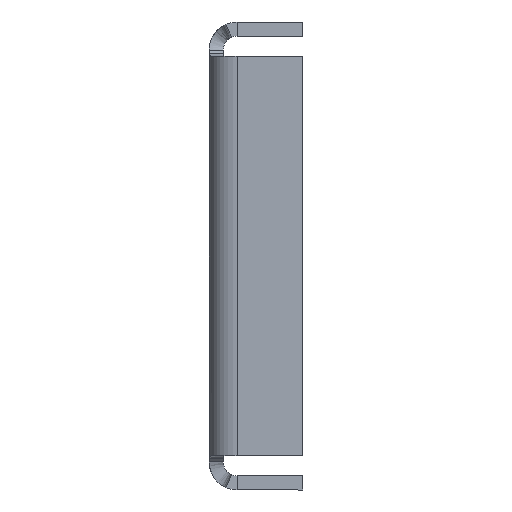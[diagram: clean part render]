
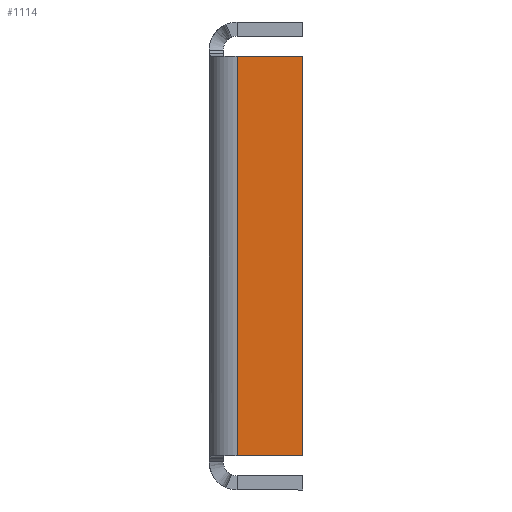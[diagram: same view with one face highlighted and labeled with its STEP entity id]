
A CAD part, left-side view. The second image highlights one B-rep face of the part: STEP entity #1114.
In plain terms, the highlighted planar face has unit normal (-1, 0, 0).
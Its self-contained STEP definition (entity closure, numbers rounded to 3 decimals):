
#61 = LINE ( 'NONE', #601, #873 ) ;
#65 = ORIENTED_EDGE ( 'NONE', *, *, #730, .F. ) ;
#86 = DIRECTION ( 'NONE',  ( 0., 0., -1. ) ) ;
#98 = VERTEX_POINT ( 'NONE', #2245 ) ;
#103 = EDGE_CURVE ( 'NONE', #434, #1283, #61, .T. ) ;
#115 = CARTESIAN_POINT ( 'NONE',  ( -223.5, 220.693, 0. ) ) ;
#152 = DIRECTION ( 'NONE',  ( 0., 1., 0. ) ) ;
#159 = CARTESIAN_POINT ( 'NONE',  ( -223.5, -10., -21.346 ) ) ;
#204 = VERTEX_POINT ( 'NONE', #2126 ) ;
#278 = EDGE_CURVE ( 'NONE', #204, #98, #1053, .T. ) ;
#285 = ORIENTED_EDGE ( 'NONE', *, *, #278, .F. ) ;
#290 = PLANE ( 'NONE',  #919 ) ;
#434 = VERTEX_POINT ( 'NONE', #1452 ) ;
#601 = CARTESIAN_POINT ( 'NONE',  ( -223.5, -3., 0. ) ) ;
#730 = EDGE_CURVE ( 'NONE', #434, #204, #2122, .T. ) ;
#873 = VECTOR ( 'NONE', #86, 1000. ) ;
#919 = AXIS2_PLACEMENT_3D ( 'NONE', #115, #1561, #2288 ) ;
#1025 = FACE_OUTER_BOUND ( 'NONE', #1451, .T. ) ;
#1026 = LINE ( 'NONE', #1608, #1748 ) ;
#1053 = LINE ( 'NONE', #159, #1820 ) ;
#1114 = ADVANCED_FACE ( 'NONE', ( #1025 ), #290, .T. ) ;
#1283 = VERTEX_POINT ( 'NONE', #1400 ) ;
#1375 = CARTESIAN_POINT ( 'NONE',  ( -223.5, -0.654, 21.346 ) ) ;
#1400 = CARTESIAN_POINT ( 'NONE',  ( -223.5, -3., -21.346 ) ) ;
#1451 = EDGE_LOOP ( 'NONE', ( #65, #1518, #2154, #285 ) ) ;
#1452 = CARTESIAN_POINT ( 'NONE',  ( -223.5, -3., 21.346 ) ) ;
#1517 = VECTOR ( 'NONE', #2101, 1000. ) ;
#1518 = ORIENTED_EDGE ( 'NONE', *, *, #103, .T. ) ;
#1561 = DIRECTION ( 'NONE',  ( -1., 0., 0. ) ) ;
#1608 = CARTESIAN_POINT ( 'NONE',  ( -223.5, -0.654, -21.346 ) ) ;
#1748 = VECTOR ( 'NONE', #152, 1000. ) ;
#1760 = EDGE_CURVE ( 'NONE', #98, #1283, #1026, .T. ) ;
#1820 = VECTOR ( 'NONE', #2332, 1000. ) ;
#2101 = DIRECTION ( 'NONE',  ( 0., -1., 0. ) ) ;
#2122 = LINE ( 'NONE', #1375, #1517 ) ;
#2126 = CARTESIAN_POINT ( 'NONE',  ( -223.5, -10., 21.346 ) ) ;
#2154 = ORIENTED_EDGE ( 'NONE', *, *, #1760, .F. ) ;
#2245 = CARTESIAN_POINT ( 'NONE',  ( -223.5, -10., -21.346 ) ) ;
#2288 = DIRECTION ( 'NONE',  ( 0., 0., 1. ) ) ;
#2332 = DIRECTION ( 'NONE',  ( 0., 0., -1. ) ) ;
